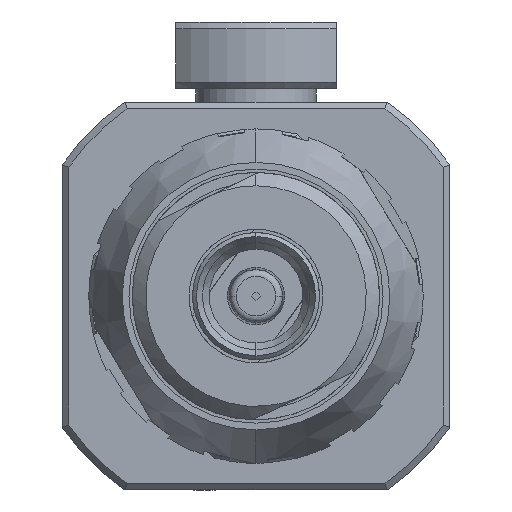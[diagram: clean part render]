
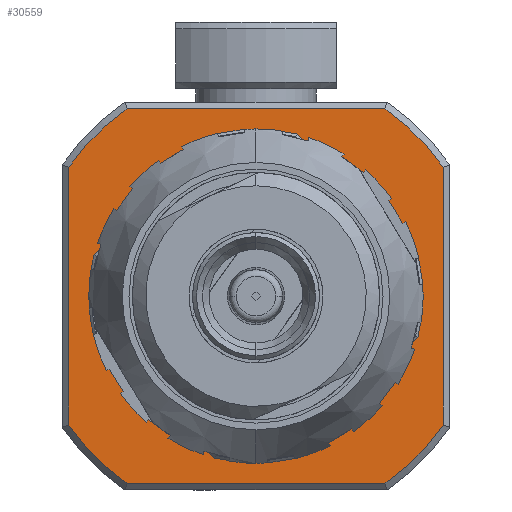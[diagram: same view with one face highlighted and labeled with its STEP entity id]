
A CAD part, front view. The second image highlights one B-rep face of the part: STEP entity #30559.
In plain terms, the highlighted face is planar.
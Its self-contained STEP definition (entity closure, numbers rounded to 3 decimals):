
#326 = EDGE_CURVE ( 'NONE', #21175, #15351, #2375, .T. ) ;
#1514 = EDGE_CURVE ( 'NONE', #4346, #31678, #19462, .T. ) ;
#1527 = VECTOR ( 'NONE', #18563, 1000. ) ;
#1576 = DIRECTION ( 'NONE',  ( 0., 0.707, 0.707 ) ) ;
#1834 = DIRECTION ( 'NONE',  ( 0., 0.707, -0.707 ) ) ;
#2023 = CARTESIAN_POINT ( 'NONE',  ( 0., 0., 0. ) ) ;
#2092 = ORIENTED_EDGE ( 'NONE', *, *, #28283, .F. ) ;
#2375 = CIRCLE ( 'NONE', #12237, 12.5 ) ;
#2572 = ORIENTED_EDGE ( 'NONE', *, *, #35072, .T. ) ;
#2682 = DIRECTION ( 'NONE',  ( 0., 0., -1. ) ) ;
#2767 = FACE_OUTER_BOUND ( 'NONE', #41906, .T. ) ;
#2774 = DIRECTION ( 'NONE',  ( 0., 1., 0. ) ) ;
#4019 = AXIS2_PLACEMENT_3D ( 'NONE', #7103, #40370, #20467 ) ;
#4346 = VERTEX_POINT ( 'NONE', #18962 ) ;
#4653 = ORIENTED_EDGE ( 'NONE', *, *, #14090, .T. ) ;
#5041 = ORIENTED_EDGE ( 'NONE', *, *, #35030, .F. ) ;
#5189 = CARTESIAN_POINT ( 'NONE',  ( 0., -14., 9.798 ) ) ;
#5962 = VERTEX_POINT ( 'NONE', #37192 ) ;
#6157 = EDGE_CURVE ( 'NONE', #29091, #11270, #16597, .T. ) ;
#6179 = EDGE_CURVE ( 'NONE', #42185, #20516, #42437, .T. ) ;
#6752 = CARTESIAN_POINT ( 'NONE',  ( 0., -3.091, -12.112 ) ) ;
#6952 = EDGE_CURVE ( 'NONE', #31678, #25540, #12859, .T. ) ;
#7103 = CARTESIAN_POINT ( 'NONE',  ( 0., 0., 0. ) ) ;
#7189 = VERTEX_POINT ( 'NONE', #41907 ) ;
#7909 = ORIENTED_EDGE ( 'NONE', *, *, #14839, .F. ) ;
#8529 = EDGE_CURVE ( 'NONE', #10697, #14935, #40872, .T. ) ;
#8530 = LINE ( 'NONE', #39374, #29955 ) ;
#8805 = ORIENTED_EDGE ( 'NONE', *, *, #40825, .F. ) ;
#9005 = DIRECTION ( 'NONE',  ( -1., 0., 0. ) ) ;
#9371 = AXIS2_PLACEMENT_3D ( 'NONE', #2023, #9005, #15365 ) ;
#9704 = CARTESIAN_POINT ( 'NONE',  ( 0., 9.644, -14. ) ) ;
#9920 = AXIS2_PLACEMENT_3D ( 'NONE', #10667, #37379, #10018 ) ;
#10018 = DIRECTION ( 'NONE',  ( 0., 0., -1. ) ) ;
#10667 = CARTESIAN_POINT ( 'NONE',  ( 0., 0., 0. ) ) ;
#10697 = VERTEX_POINT ( 'NONE', #32359 ) ;
#10809 = VECTOR ( 'NONE', #2774, 1000. ) ;
#11270 = VERTEX_POINT ( 'NONE', #30087 ) ;
#11532 = VECTOR ( 'NONE', #28113, 1000. ) ;
#12237 = AXIS2_PLACEMENT_3D ( 'NONE', #21289, #24783, #23925 ) ;
#12562 = CARTESIAN_POINT ( 'NONE',  ( 0., -3.091, 12.112 ) ) ;
#12859 = CIRCLE ( 'NONE', #9371, 12.5 ) ;
#13443 = DIRECTION ( 'NONE',  ( 0., 0., -1. ) ) ;
#14007 = DIRECTION ( 'NONE',  ( 1., 0., 0. ) ) ;
#14090 = EDGE_CURVE ( 'NONE', #10697, #7189, #19408, .T. ) ;
#14392 = ORIENTED_EDGE ( 'NONE', *, *, #17186, .T. ) ;
#14699 = EDGE_LOOP ( 'NONE', ( #7909, #36294, #2092, #15391, #23545, #8805, #5041, #26021, #31532 ) ) ;
#14839 = EDGE_CURVE ( 'NONE', #15351, #29091, #25036, .T. ) ;
#14935 = VERTEX_POINT ( 'NONE', #29311 ) ;
#15005 = CARTESIAN_POINT ( 'NONE',  ( 0., -12.112, 3.091 ) ) ;
#15088 = CARTESIAN_POINT ( 'NONE',  ( 0., 9.798, -14. ) ) ;
#15351 = VERTEX_POINT ( 'NONE', #23333 ) ;
#15365 = DIRECTION ( 'NONE',  ( 0., 0., -1. ) ) ;
#15391 = ORIENTED_EDGE ( 'NONE', *, *, #6952, .F. ) ;
#15552 = VERTEX_POINT ( 'NONE', #30758 ) ;
#15682 = DIRECTION ( 'NONE',  ( 0., 0., -1. ) ) ;
#16387 = DIRECTION ( 'NONE',  ( 0., -0.707, 0.707 ) ) ;
#16405 = CARTESIAN_POINT ( 'NONE',  ( 0., 14., 9.644 ) ) ;
#16597 = CIRCLE ( 'NONE', #4019, 12.5 ) ;
#17186 = EDGE_CURVE ( 'NONE', #26286, #20516, #41321, .T. ) ;
#18563 = DIRECTION ( 'NONE',  ( 0., 0., 1. ) ) ;
#18832 = DIRECTION ( 'NONE',  ( 0., -1., 0. ) ) ;
#18962 = CARTESIAN_POINT ( 'NONE',  ( 0., -3.091, -12.112 ) ) ;
#18977 = FACE_BOUND ( 'NONE', #14699, .T. ) ;
#19408 = LINE ( 'NONE', #25980, #10809 ) ;
#19462 = LINE ( 'NONE', #6752, #24096 ) ;
#19611 = DIRECTION ( 'NONE',  ( 1., 0., 0. ) ) ;
#20194 = AXIS2_PLACEMENT_3D ( 'NONE', #36796, #14007, #30029 ) ;
#20467 = DIRECTION ( 'NONE',  ( 0., 0., -1. ) ) ;
#20516 = VERTEX_POINT ( 'NONE', #34906 ) ;
#21175 = VERTEX_POINT ( 'NONE', #12562 ) ;
#21289 = CARTESIAN_POINT ( 'NONE',  ( 0., 0., 0. ) ) ;
#21619 = ORIENTED_EDGE ( 'NONE', *, *, #26772, .T. ) ;
#22338 = DIRECTION ( 'NONE',  ( 0., -0.707, -0.707 ) ) ;
#22926 = AXIS2_PLACEMENT_3D ( 'NONE', #33398, #33823, #40151 ) ;
#23251 = DIRECTION ( 'NONE',  ( -1., 0., 0. ) ) ;
#23333 = CARTESIAN_POINT ( 'NONE',  ( 0., 3.091, 12.112 ) ) ;
#23545 = ORIENTED_EDGE ( 'NONE', *, *, #1514, .F. ) ;
#23765 = DIRECTION ( 'NONE',  ( 1., 0., 0. ) ) ;
#23925 = DIRECTION ( 'NONE',  ( 0., 0., -1. ) ) ;
#24096 = VECTOR ( 'NONE', #16387, 1000. ) ;
#24336 = VERTEX_POINT ( 'NONE', #16405 ) ;
#24783 = DIRECTION ( 'NONE',  ( -1., 0., 0. ) ) ;
#24981 = ORIENTED_EDGE ( 'NONE', *, *, #37198, .F. ) ;
#25036 = LINE ( 'NONE', #32260, #36003 ) ;
#25540 = VERTEX_POINT ( 'NONE', #15005 ) ;
#25980 = CARTESIAN_POINT ( 'NONE',  ( 0., 9.798, 14. ) ) ;
#26021 = ORIENTED_EDGE ( 'NONE', *, *, #36300, .F. ) ;
#26045 = AXIS2_PLACEMENT_3D ( 'NONE', #43007, #29270, #42583 ) ;
#26286 = VERTEX_POINT ( 'NONE', #9704 ) ;
#26772 = EDGE_CURVE ( 'NONE', #24336, #38160, #38838, .T. ) ;
#27240 = CARTESIAN_POINT ( 'NONE',  ( 0., -14., -9.644 ) ) ;
#27858 = CARTESIAN_POINT ( 'NONE',  ( 0., -12.112, 3.091 ) ) ;
#28097 = AXIS2_PLACEMENT_3D ( 'NONE', #32684, #23251, #2682 ) ;
#28113 = DIRECTION ( 'NONE',  ( 0., 0., -1. ) ) ;
#28283 = EDGE_CURVE ( 'NONE', #25540, #21175, #31575, .T. ) ;
#29091 = VERTEX_POINT ( 'NONE', #35542 ) ;
#29270 = DIRECTION ( 'NONE',  ( 1., 0., 0. ) ) ;
#29303 = CIRCLE ( 'NONE', #20194, 17. ) ;
#29311 = CARTESIAN_POINT ( 'NONE',  ( 0., -14., 9.644 ) ) ;
#29955 = VECTOR ( 'NONE', #22338, 1000. ) ;
#30029 = DIRECTION ( 'NONE',  ( 0., 0., -1. ) ) ;
#30087 = CARTESIAN_POINT ( 'NONE',  ( 0., 12.112, -3.091 ) ) ;
#30104 = CARTESIAN_POINT ( 'NONE',  ( 0., 0., 0. ) ) ;
#30254 = AXIS2_PLACEMENT_3D ( 'NONE', #42361, #19611, #15682 ) ;
#30559 = ADVANCED_FACE ( 'NONE', ( #2767, #18977 ), #32332, .F. ) ;
#30583 = CARTESIAN_POINT ( 'NONE',  ( 0., 14., -9.644 ) ) ;
#30611 = EDGE_CURVE ( 'NONE', #24336, #7189, #37204, .T. ) ;
#30758 = CARTESIAN_POINT ( 'NONE',  ( 0., 0., -12.5 ) ) ;
#30909 = CIRCLE ( 'NONE', #28097, 12.5 ) ;
#31532 = ORIENTED_EDGE ( 'NONE', *, *, #6157, .F. ) ;
#31575 = LINE ( 'NONE', #27858, #37454 ) ;
#31678 = VERTEX_POINT ( 'NONE', #40690 ) ;
#31690 = LINE ( 'NONE', #5189, #1527 ) ;
#32078 = CARTESIAN_POINT ( 'NONE',  ( 0., 14., 9.798 ) ) ;
#32260 = CARTESIAN_POINT ( 'NONE',  ( 0., 3.091, 12.112 ) ) ;
#32332 = PLANE ( 'NONE',  #30254 ) ;
#32359 = CARTESIAN_POINT ( 'NONE',  ( 0., -9.644, 14. ) ) ;
#32684 = CARTESIAN_POINT ( 'NONE',  ( 0., 0., 0. ) ) ;
#33398 = CARTESIAN_POINT ( 'NONE',  ( 0., 0., 0. ) ) ;
#33433 = ORIENTED_EDGE ( 'NONE', *, *, #6179, .F. ) ;
#33823 = DIRECTION ( 'NONE',  ( 1., 0., 0. ) ) ;
#34906 = CARTESIAN_POINT ( 'NONE',  ( 0., -9.644, -14. ) ) ;
#35030 = EDGE_CURVE ( 'NONE', #5962, #15552, #36499, .T. ) ;
#35072 = EDGE_CURVE ( 'NONE', #42185, #14935, #31690, .T. ) ;
#35542 = CARTESIAN_POINT ( 'NONE',  ( 0., 12.112, 3.091 ) ) ;
#36003 = VECTOR ( 'NONE', #1834, 1000. ) ;
#36294 = ORIENTED_EDGE ( 'NONE', *, *, #326, .F. ) ;
#36300 = EDGE_CURVE ( 'NONE', #11270, #5962, #8530, .T. ) ;
#36499 = CIRCLE ( 'NONE', #9920, 12.5 ) ;
#36796 = CARTESIAN_POINT ( 'NONE',  ( 0., 0., 0. ) ) ;
#36919 = ORIENTED_EDGE ( 'NONE', *, *, #8529, .F. ) ;
#37192 = CARTESIAN_POINT ( 'NONE',  ( 0., 3.091, -12.112 ) ) ;
#37198 = EDGE_CURVE ( 'NONE', #26286, #38160, #29303, .T. ) ;
#37204 = CIRCLE ( 'NONE', #26045, 17. ) ;
#37379 = DIRECTION ( 'NONE',  ( -1., 0., 0. ) ) ;
#37454 = VECTOR ( 'NONE', #1576, 1000. ) ;
#37555 = ORIENTED_EDGE ( 'NONE', *, *, #30611, .F. ) ;
#38160 = VERTEX_POINT ( 'NONE', #30583 ) ;
#38797 = VECTOR ( 'NONE', #18832, 1000. ) ;
#38838 = LINE ( 'NONE', #32078, #11532 ) ;
#39374 = CARTESIAN_POINT ( 'NONE',  ( 0., 12.112, -3.091 ) ) ;
#40151 = DIRECTION ( 'NONE',  ( 0., 0., -1. ) ) ;
#40162 = AXIS2_PLACEMENT_3D ( 'NONE', #30104, #23765, #13443 ) ;
#40370 = DIRECTION ( 'NONE',  ( -1., 0., 0. ) ) ;
#40690 = CARTESIAN_POINT ( 'NONE',  ( 0., -12.112, -3.091 ) ) ;
#40825 = EDGE_CURVE ( 'NONE', #15552, #4346, #30909, .T. ) ;
#40872 = CIRCLE ( 'NONE', #40162, 17. ) ;
#41321 = LINE ( 'NONE', #15088, #38797 ) ;
#41906 = EDGE_LOOP ( 'NONE', ( #21619, #24981, #14392, #33433, #2572, #36919, #4653, #37555 ) ) ;
#41907 = CARTESIAN_POINT ( 'NONE',  ( 0., 9.644, 14. ) ) ;
#42185 = VERTEX_POINT ( 'NONE', #27240 ) ;
#42361 = CARTESIAN_POINT ( 'NONE',  ( 0., 0., 0. ) ) ;
#42437 = CIRCLE ( 'NONE', #22926, 17. ) ;
#42583 = DIRECTION ( 'NONE',  ( 0., 0., -1. ) ) ;
#43007 = CARTESIAN_POINT ( 'NONE',  ( 0., 0., 0. ) ) ;
